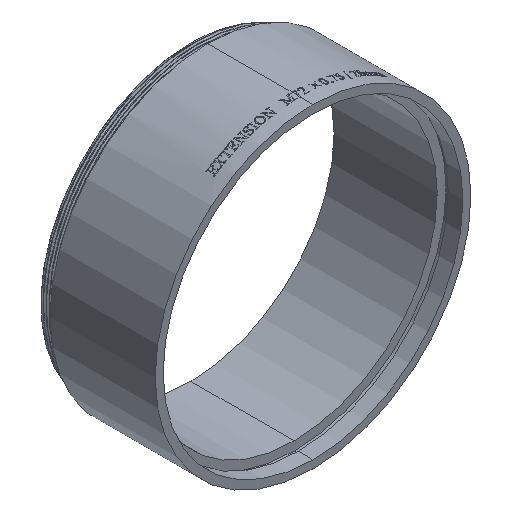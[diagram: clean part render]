
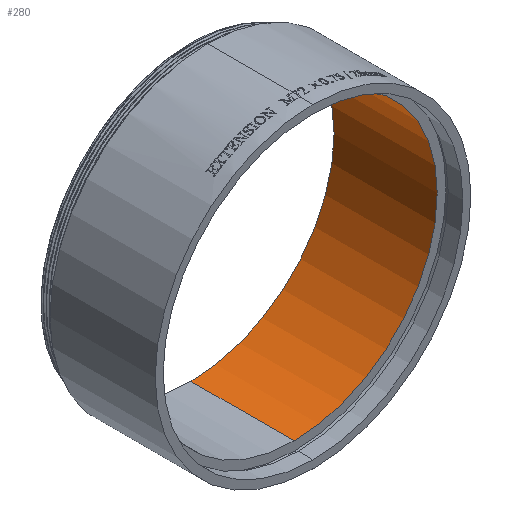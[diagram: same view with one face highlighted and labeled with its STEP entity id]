
A CAD part, isometric view. The second image highlights one B-rep face of the part: STEP entity #280.
In plain terms, the highlighted cylindrical face has radius 34 mm (diameter 68 mm), a partial arc.
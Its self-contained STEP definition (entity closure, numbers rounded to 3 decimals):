
#280 = ADVANCED_FACE ( 'NONE', ( #13661 ), #7153, .F. ) ;
#674 = EDGE_CURVE ( 'NONE', #10215, #3670, #5619, .T. ) ;
#779 = AXIS2_PLACEMENT_3D ( 'NONE', #12284, #14737, #4764 ) ;
#805 = CARTESIAN_POINT ( 'NONE',  ( 0., 0., 0. ) ) ;
#859 = CARTESIAN_POINT ( 'NONE',  ( 0., 30.202, 0. ) ) ;
#1098 = CIRCLE ( 'NONE', #4338, 34. ) ;
#1485 = CARTESIAN_POINT ( 'NONE',  ( 0., 30.202, -34. ) ) ;
#1592 = EDGE_CURVE ( 'NONE', #10215, #14698, #1098, .T. ) ;
#1624 = CARTESIAN_POINT ( 'NONE',  ( 0., 0., 34. ) ) ;
#2125 = VECTOR ( 'NONE', #2887, 1000. ) ;
#2129 = DIRECTION ( 'NONE',  ( 0., -1., 0. ) ) ;
#2887 = DIRECTION ( 'NONE',  ( 0., -1., 0. ) ) ;
#3670 = VERTEX_POINT ( 'NONE', #10544 ) ;
#3745 = CIRCLE ( 'NONE', #779, 34. ) ;
#4202 = ORIENTED_EDGE ( 'NONE', *, *, #15577, .T. ) ;
#4338 = AXIS2_PLACEMENT_3D ( 'NONE', #859, #2129, #6025 ) ;
#4764 = DIRECTION ( 'NONE',  ( 0., 0., -1. ) ) ;
#5619 = LINE ( 'NONE', #10768, #9990 ) ;
#5979 = DIRECTION ( 'NONE',  ( 0., -1., 0. ) ) ;
#6025 = DIRECTION ( 'NONE',  ( 0., 0., -1. ) ) ;
#7070 = CARTESIAN_POINT ( 'NONE',  ( 0., 5.702, 34. ) ) ;
#7153 = CYLINDRICAL_SURFACE ( 'NONE', #7850, 34. ) ;
#7291 = CARTESIAN_POINT ( 'NONE',  ( 0., 30.202, 34. ) ) ;
#7850 = AXIS2_PLACEMENT_3D ( 'NONE', #805, #5979, #15018 ) ;
#9868 = EDGE_LOOP ( 'NONE', ( #13397, #14205, #12848, #4202 ) ) ;
#9990 = VECTOR ( 'NONE', #15935, 1000. ) ;
#10215 = VERTEX_POINT ( 'NONE', #1485 ) ;
#10544 = CARTESIAN_POINT ( 'NONE',  ( 0., 5.702, -34. ) ) ;
#10768 = CARTESIAN_POINT ( 'NONE',  ( 0., 0., -34. ) ) ;
#11854 = LINE ( 'NONE', #1624, #2125 ) ;
#12284 = CARTESIAN_POINT ( 'NONE',  ( 0., 5.702, 0. ) ) ;
#12848 = ORIENTED_EDGE ( 'NONE', *, *, #674, .T. ) ;
#13006 = EDGE_CURVE ( 'NONE', #14698, #15278, #11854, .T. ) ;
#13397 = ORIENTED_EDGE ( 'NONE', *, *, #13006, .F. ) ;
#13661 = FACE_OUTER_BOUND ( 'NONE', #9868, .T. ) ;
#14205 = ORIENTED_EDGE ( 'NONE', *, *, #1592, .F. ) ;
#14698 = VERTEX_POINT ( 'NONE', #7291 ) ;
#14737 = DIRECTION ( 'NONE',  ( 0., -1., 0. ) ) ;
#15018 = DIRECTION ( 'NONE',  ( 0., 0., -1. ) ) ;
#15278 = VERTEX_POINT ( 'NONE', #7070 ) ;
#15577 = EDGE_CURVE ( 'NONE', #3670, #15278, #3745, .T. ) ;
#15935 = DIRECTION ( 'NONE',  ( 0., -1., 0. ) ) ;
